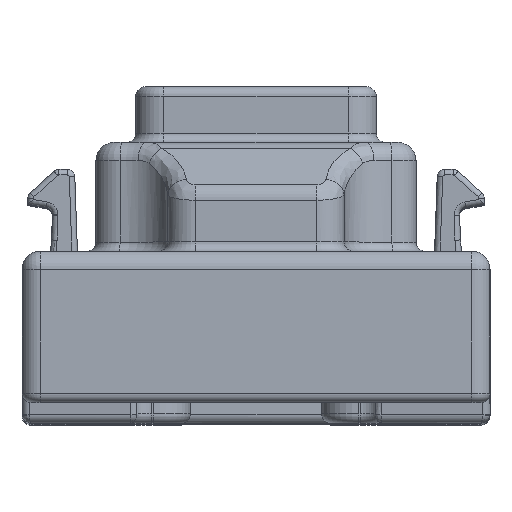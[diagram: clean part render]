
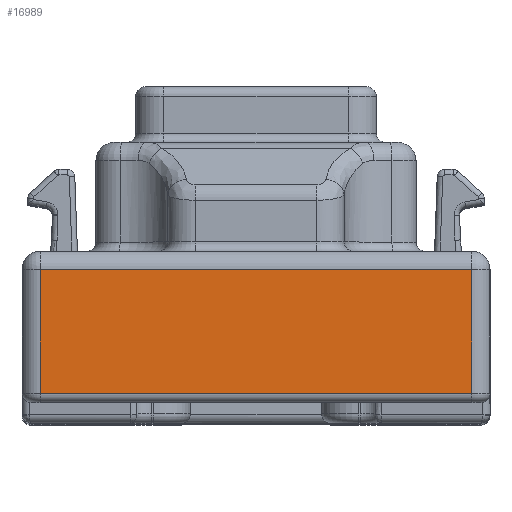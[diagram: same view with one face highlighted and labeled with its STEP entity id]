
A CAD part, top view. The second image highlights one B-rep face of the part: STEP entity #16989.
In plain terms, the highlighted planar face has unit normal (0, 0, 1).
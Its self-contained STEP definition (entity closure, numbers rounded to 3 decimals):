
#1078 = VERTEX_POINT ( 'NONE', #36851 ) ;
#6010 = VERTEX_POINT ( 'NONE', #40045 ) ;
#6037 = EDGE_LOOP ( 'NONE', ( #41464, #10140, #13150, #19995 ) ) ;
#6098 = DIRECTION ( 'NONE',  ( 0., -1., 0. ) ) ;
#6807 = AXIS2_PLACEMENT_3D ( 'NONE', #29607, #39271, #12602 ) ;
#8556 = CARTESIAN_POINT ( 'NONE',  ( 5.827, -5.05, 9.8 ) ) ;
#10140 = ORIENTED_EDGE ( 'NONE', *, *, #13241, .T. ) ;
#11028 = LINE ( 'NONE', #40058, #26002 ) ;
#12602 = DIRECTION ( 'NONE',  ( 1., 0., 0. ) ) ;
#12860 = EDGE_CURVE ( 'NONE', #6010, #30716, #25673, .T. ) ;
#13150 = ORIENTED_EDGE ( 'NONE', *, *, #42071, .T. ) ;
#13241 = EDGE_CURVE ( 'NONE', #30716, #31466, #17809, .T. ) ;
#16989 = ADVANCED_FACE ( 'NONE', ( #35393 ), #32178, .T. ) ;
#17526 = CARTESIAN_POINT ( 'NONE',  ( 5.827, -5.05, 9.8 ) ) ;
#17809 = LINE ( 'NONE', #8556, #23109 ) ;
#18574 = EDGE_CURVE ( 'NONE', #1078, #6010, #11028, .T. ) ;
#19341 = DIRECTION ( 'NONE',  ( 0., 1., 0. ) ) ;
#19995 = ORIENTED_EDGE ( 'NONE', *, *, #18574, .T. ) ;
#23109 = VECTOR ( 'NONE', #34779, 1000. ) ;
#25673 = LINE ( 'NONE', #35548, #33376 ) ;
#26002 = VECTOR ( 'NONE', #36222, 1000. ) ;
#29607 = CARTESIAN_POINT ( 'NONE',  ( 0., -28.629, 9.8 ) ) ;
#30716 = VERTEX_POINT ( 'NONE', #33688 ) ;
#31466 = VERTEX_POINT ( 'NONE', #17526 ) ;
#32178 = PLANE ( 'NONE',  #6807 ) ;
#33376 = VECTOR ( 'NONE', #6098, 1000. ) ;
#33688 = CARTESIAN_POINT ( 'NONE',  ( -5.827, -5.05, 9.8 ) ) ;
#34779 = DIRECTION ( 'NONE',  ( 1., 0., 0. ) ) ;
#35027 = LINE ( 'NONE', #38890, #36130 ) ;
#35393 = FACE_OUTER_BOUND ( 'NONE', #6037, .T. ) ;
#35548 = CARTESIAN_POINT ( 'NONE',  ( -5.827, -5.8, 9.8 ) ) ;
#36130 = VECTOR ( 'NONE', #19341, 1000. ) ;
#36222 = DIRECTION ( 'NONE',  ( -1., 0., 0. ) ) ;
#36851 = CARTESIAN_POINT ( 'NONE',  ( 5.827, -1.7, 9.8 ) ) ;
#38890 = CARTESIAN_POINT ( 'NONE',  ( 5.827, -28.629, 9.8 ) ) ;
#39271 = DIRECTION ( 'NONE',  ( 0., 0., 1. ) ) ;
#40045 = CARTESIAN_POINT ( 'NONE',  ( -5.827, -1.7, 9.8 ) ) ;
#40058 = CARTESIAN_POINT ( 'NONE',  ( 0., -1.7, 9.8 ) ) ;
#41464 = ORIENTED_EDGE ( 'NONE', *, *, #12860, .T. ) ;
#42071 = EDGE_CURVE ( 'NONE', #31466, #1078, #35027, .T. ) ;
